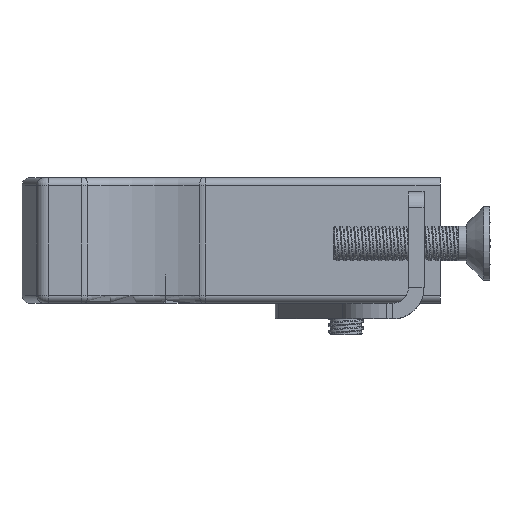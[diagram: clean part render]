
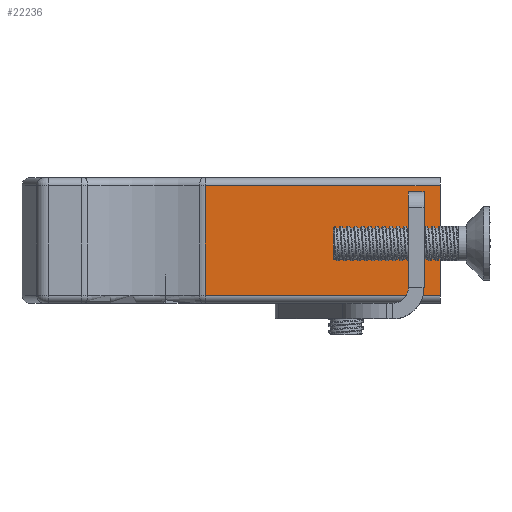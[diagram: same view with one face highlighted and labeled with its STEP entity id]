
A CAD part, front view. The second image highlights one B-rep face of the part: STEP entity #22236.
In plain terms, the highlighted planar face has unit normal (0, -1, 0).
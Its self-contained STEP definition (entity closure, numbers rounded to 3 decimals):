
#234 = LINE ( 'NONE', #13030, #63999 ) ;
#1610 = DIRECTION ( 'NONE',  ( 0., 0., -1. ) ) ;
#4748 = EDGE_CURVE ( 'NONE', #107159, #15837, #70799, .T. ) ;
#5670 = CARTESIAN_POINT ( 'NONE',  ( 0., -8.3, -3.5 ) ) ;
#12449 = FACE_OUTER_BOUND ( 'NONE', #90187, .T. ) ;
#13030 = CARTESIAN_POINT ( 'NONE',  ( 0., -8.3, 3.5 ) ) ;
#13392 = CARTESIAN_POINT ( 'NONE',  ( 0., -8.3, 3.5 ) ) ;
#14520 = DIRECTION ( 'NONE',  ( 0., -1., 0. ) ) ;
#15837 = VERTEX_POINT ( 'NONE', #74684 ) ;
#20652 = VERTEX_POINT ( 'NONE', #13392 ) ;
#22236 = ADVANCED_FACE ( 'NONE', ( #12449 ), #73430, .T. ) ;
#22270 = LINE ( 'NONE', #56557, #87178 ) ;
#23572 = CARTESIAN_POINT ( 'NONE',  ( -14.955, -8.3, 3.5 ) ) ;
#36354 = AXIS2_PLACEMENT_3D ( 'NONE', #107432, #14520, #48598 ) ;
#40460 = ORIENTED_EDGE ( 'NONE', *, *, #4748, .T. ) ;
#45258 = DIRECTION ( 'NONE',  ( -1., 0., 0. ) ) ;
#48598 = DIRECTION ( 'NONE',  ( 1., 0., 0. ) ) ;
#49087 = EDGE_CURVE ( 'NONE', #20652, #15837, #65139, .T. ) ;
#51256 = ORIENTED_EDGE ( 'NONE', *, *, #99646, .T. ) ;
#56557 = CARTESIAN_POINT ( 'NONE',  ( -14.955, -8.3, 4. ) ) ;
#63999 = VECTOR ( 'NONE', #45258, 1000. ) ;
#65139 = LINE ( 'NONE', #70119, #84995 ) ;
#68189 = ORIENTED_EDGE ( 'NONE', *, *, #72757, .T. ) ;
#70119 = CARTESIAN_POINT ( 'NONE',  ( 0., -8.3, 4. ) ) ;
#70799 = LINE ( 'NONE', #5670, #72198 ) ;
#71945 = VERTEX_POINT ( 'NONE', #23572 ) ;
#72198 = VECTOR ( 'NONE', #81218, 1000. ) ;
#72757 = EDGE_CURVE ( 'NONE', #71945, #107159, #22270, .T. ) ;
#73430 = PLANE ( 'NONE',  #36354 ) ;
#73600 = DIRECTION ( 'NONE',  ( 0., 0., -1. ) ) ;
#74684 = CARTESIAN_POINT ( 'NONE',  ( 0., -8.3, -3.5 ) ) ;
#78259 = CARTESIAN_POINT ( 'NONE',  ( -14.955, -8.3, -3.5 ) ) ;
#81218 = DIRECTION ( 'NONE',  ( 1., 0., 0. ) ) ;
#81924 = ORIENTED_EDGE ( 'NONE', *, *, #49087, .F. ) ;
#84995 = VECTOR ( 'NONE', #1610, 1000. ) ;
#87178 = VECTOR ( 'NONE', #73600, 1000. ) ;
#90187 = EDGE_LOOP ( 'NONE', ( #68189, #40460, #81924, #51256 ) ) ;
#99646 = EDGE_CURVE ( 'NONE', #20652, #71945, #234, .T. ) ;
#107159 = VERTEX_POINT ( 'NONE', #78259 ) ;
#107432 = CARTESIAN_POINT ( 'NONE',  ( 0., -8.3, 4. ) ) ;
